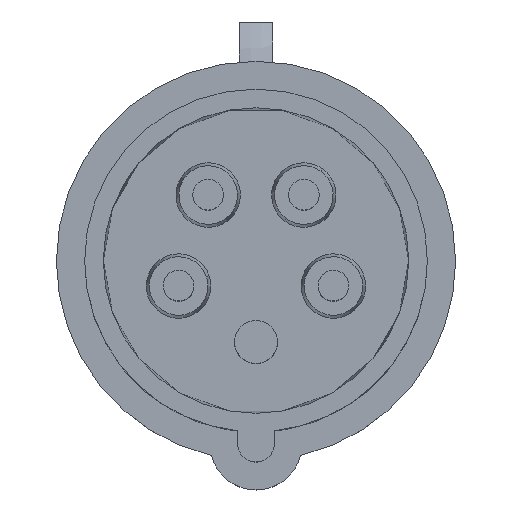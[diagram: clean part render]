
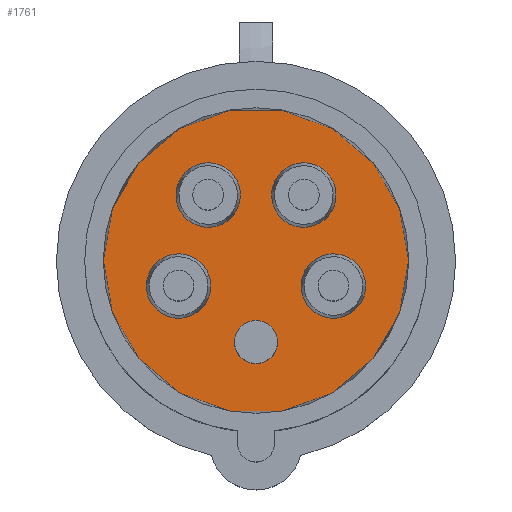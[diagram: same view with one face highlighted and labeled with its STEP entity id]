
A CAD part, top view. The second image highlights one B-rep face of the part: STEP entity #1761.
In plain terms, the highlighted planar face has unit normal (0, 0, 1).
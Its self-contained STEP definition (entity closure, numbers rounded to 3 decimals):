
#55 = DIRECTION ( 'NONE',  ( 0., 0., 1. ) ) ;
#114 = DIRECTION ( 'NONE',  ( 0., 0., 1. ) ) ;
#340 = DIRECTION ( 'NONE',  ( 1., 0., 0. ) ) ;
#341 = CARTESIAN_POINT ( 'NONE',  ( 10.874, 14.967, 1. ) ) ;
#452 = DIRECTION ( 'NONE',  ( 1., 0., 0. ) ) ;
#746 = EDGE_CURVE ( 'NONE', #3962, #13992, #6950, .T. ) ;
#909 = DIRECTION ( 'NONE',  ( 0., 0., 1. ) ) ;
#1175 = VERTEX_POINT ( 'NONE', #7747 ) ;
#1333 = CARTESIAN_POINT ( 'NONE',  ( 0., -13.25, 1. ) ) ;
#1360 = DIRECTION ( 'NONE',  ( 1., 0., 0. ) ) ;
#1489 = CARTESIAN_POINT ( 'NONE',  ( -7.608, -2.472, 1. ) ) ;
#1761 = ADVANCED_FACE ( 'NONE', ( #5261, #17546, #3817, #14040, #15737, #15627 ), #5477, .T. ) ;
#1871 = DIRECTION ( 'NONE',  ( 1., 0., 0. ) ) ;
#2293 = DIRECTION ( 'NONE',  ( 1., 0., 0. ) ) ;
#2389 = AXIS2_PLACEMENT_3D ( 'NONE', #11575, #9915, #1360 ) ;
#2393 = ORIENTED_EDGE ( 'NONE', *, *, #5330, .T. ) ;
#2510 = VERTEX_POINT ( 'NONE', #20899 ) ;
#3062 = VERTEX_POINT ( 'NONE', #1489 ) ;
#3452 = EDGE_CURVE ( 'NONE', #1175, #2510, #10665, .T. ) ;
#3565 = CARTESIAN_POINT ( 'NONE',  ( 0., 0., 1. ) ) ;
#3654 = CARTESIAN_POINT ( 'NONE',  ( 7.608, -2.472, 1. ) ) ;
#3817 = FACE_BOUND ( 'NONE', #4081, .T. ) ;
#3872 = DIRECTION ( 'NONE',  ( 1., 0., 0. ) ) ;
#3939 = ORIENTED_EDGE ( 'NONE', *, *, #746, .T. ) ;
#3962 = VERTEX_POINT ( 'NONE', #21937 ) ;
#4081 = EDGE_LOOP ( 'NONE', ( #11967, #4370 ) ) ;
#4130 = CARTESIAN_POINT ( 'NONE',  ( -17.595, -5.717, 1. ) ) ;
#4370 = ORIENTED_EDGE ( 'NONE', *, *, #8616, .F. ) ;
#4376 = ORIENTED_EDGE ( 'NONE', *, *, #8713, .T. ) ;
#4720 = EDGE_LOOP ( 'NONE', ( #13077, #17968 ) ) ;
#4771 = EDGE_LOOP ( 'NONE', ( #16215, #2393 ) ) ;
#4828 = EDGE_CURVE ( 'NONE', #10884, #14765, #5215, .T. ) ;
#5004 = AXIS2_PLACEMENT_3D ( 'NONE', #7997, #20385, #21727 ) ;
#5215 = CIRCLE ( 'NONE', #2389, 3.5 ) ;
#5261 = FACE_BOUND ( 'NONE', #7202, .T. ) ;
#5330 = EDGE_CURVE ( 'NONE', #14765, #10884, #14482, .T. ) ;
#5372 = EDGE_LOOP ( 'NONE', ( #3939, #4376 ) ) ;
#5477 = PLANE ( 'NONE',  #18078 ) ;
#6115 = DIRECTION ( 'NONE',  ( 0., 0., 1. ) ) ;
#6348 = AXIS2_PLACEMENT_3D ( 'NONE', #20443, #55, #15198 ) ;
#6950 = CIRCLE ( 'NONE', #12299, 24.862 ) ;
#6990 = EDGE_CURVE ( 'NONE', #3062, #7926, #8480, .T. ) ;
#7009 = CIRCLE ( 'NONE', #20544, 5.25 ) ;
#7062 = CARTESIAN_POINT ( 'NONE',  ( -7.788, 10.719, 1. ) ) ;
#7202 = EDGE_LOOP ( 'NONE', ( #20273, #20781 ) ) ;
#7220 = CIRCLE ( 'NONE', #18989, 5.25 ) ;
#7356 = CIRCLE ( 'NONE', #18795, 5.25 ) ;
#7396 = EDGE_CURVE ( 'NONE', #10758, #14153, #10250, .T. ) ;
#7611 = DIRECTION ( 'NONE',  ( 0., 0., 1. ) ) ;
#7671 = DIRECTION ( 'NONE',  ( 1., 0., 0. ) ) ;
#7747 = CARTESIAN_POINT ( 'NONE',  ( -10.874, 14.967, 1. ) ) ;
#7926 = VERTEX_POINT ( 'NONE', #4130 ) ;
#7978 = ORIENTED_EDGE ( 'NONE', *, *, #11332, .F. ) ;
#7997 = CARTESIAN_POINT ( 'NONE',  ( 12.601, -4.094, 1. ) ) ;
#8480 = CIRCLE ( 'NONE', #6348, 5.25 ) ;
#8561 = CARTESIAN_POINT ( 'NONE',  ( -24.862, 0., 1. ) ) ;
#8616 = EDGE_CURVE ( 'NONE', #14153, #10758, #7220, .T. ) ;
#8699 = CARTESIAN_POINT ( 'NONE',  ( 0., 0., 1. ) ) ;
#8713 = EDGE_CURVE ( 'NONE', #13992, #3962, #21829, .T. ) ;
#8790 = CARTESIAN_POINT ( 'NONE',  ( -12.601, -4.094, 1. ) ) ;
#9057 = VERTEX_POINT ( 'NONE', #3654 ) ;
#9706 = CARTESIAN_POINT ( 'NONE',  ( -3.5, -13.25, 1. ) ) ;
#9915 = DIRECTION ( 'NONE',  ( 0., 0., -1. ) ) ;
#10250 = CIRCLE ( 'NONE', #11308, 5.25 ) ;
#10552 = DIRECTION ( 'NONE',  ( 0., 0., 1. ) ) ;
#10665 = CIRCLE ( 'NONE', #20275, 5.25 ) ;
#10717 = DIRECTION ( 'NONE',  ( 1., 0., 0. ) ) ;
#10758 = VERTEX_POINT ( 'NONE', #20758 ) ;
#10884 = VERTEX_POINT ( 'NONE', #9706 ) ;
#11136 = CIRCLE ( 'NONE', #17939, 5.25 ) ;
#11308 = AXIS2_PLACEMENT_3D ( 'NONE', #17024, #6115, #1871 ) ;
#11332 = EDGE_CURVE ( 'NONE', #9057, #17488, #14603, .T. ) ;
#11575 = CARTESIAN_POINT ( 'NONE',  ( 0., -13.25, 1. ) ) ;
#11967 = ORIENTED_EDGE ( 'NONE', *, *, #7396, .F. ) ;
#12299 = AXIS2_PLACEMENT_3D ( 'NONE', #16097, #7611, #12739 ) ;
#12632 = DIRECTION ( 'NONE',  ( 0., 0., 1. ) ) ;
#12739 = DIRECTION ( 'NONE',  ( 1., 0., 0. ) ) ;
#13077 = ORIENTED_EDGE ( 'NONE', *, *, #20628, .F. ) ;
#13992 = VERTEX_POINT ( 'NONE', #8561 ) ;
#14040 = FACE_BOUND ( 'NONE', #15169, .T. ) ;
#14153 = VERTEX_POINT ( 'NONE', #341 ) ;
#14361 = CARTESIAN_POINT ( 'NONE',  ( -7.788, 10.719, 1. ) ) ;
#14482 = CIRCLE ( 'NONE', #21618, 3.5 ) ;
#14603 = CIRCLE ( 'NONE', #5004, 5.25 ) ;
#14765 = VERTEX_POINT ( 'NONE', #15098 ) ;
#15098 = CARTESIAN_POINT ( 'NONE',  ( 3.5, -13.25, 1. ) ) ;
#15163 = EDGE_CURVE ( 'NONE', #7926, #3062, #7009, .T. ) ;
#15169 = EDGE_LOOP ( 'NONE', ( #7978, #20612 ) ) ;
#15198 = DIRECTION ( 'NONE',  ( 1., 0., 0. ) ) ;
#15493 = EDGE_CURVE ( 'NONE', #17488, #9057, #7356, .T. ) ;
#15599 = DIRECTION ( 'NONE',  ( 0., 0., 1. ) ) ;
#15627 = FACE_OUTER_BOUND ( 'NONE', #5372, .T. ) ;
#15737 = FACE_BOUND ( 'NONE', #4771, .T. ) ;
#16097 = CARTESIAN_POINT ( 'NONE',  ( 0., 0., 1. ) ) ;
#16215 = ORIENTED_EDGE ( 'NONE', *, *, #4828, .T. ) ;
#16857 = AXIS2_PLACEMENT_3D ( 'NONE', #3565, #114, #340 ) ;
#17024 = CARTESIAN_POINT ( 'NONE',  ( 7.788, 10.719, 1. ) ) ;
#17227 = CARTESIAN_POINT ( 'NONE',  ( 17.595, -5.717, 1. ) ) ;
#17488 = VERTEX_POINT ( 'NONE', #17227 ) ;
#17546 = FACE_BOUND ( 'NONE', #4720, .T. ) ;
#17939 = AXIS2_PLACEMENT_3D ( 'NONE', #7062, #12632, #2293 ) ;
#17968 = ORIENTED_EDGE ( 'NONE', *, *, #3452, .F. ) ;
#18078 = AXIS2_PLACEMENT_3D ( 'NONE', #8699, #20649, #10717 ) ;
#18795 = AXIS2_PLACEMENT_3D ( 'NONE', #19163, #10552, #3872 ) ;
#18989 = AXIS2_PLACEMENT_3D ( 'NONE', #20613, #20719, #452 ) ;
#19163 = CARTESIAN_POINT ( 'NONE',  ( 12.601, -4.094, 1. ) ) ;
#19296 = DIRECTION ( 'NONE',  ( 1., 0., 0. ) ) ;
#19825 = DIRECTION ( 'NONE',  ( 1., 0., 0. ) ) ;
#19936 = DIRECTION ( 'NONE',  ( 0., 0., -1. ) ) ;
#20273 = ORIENTED_EDGE ( 'NONE', *, *, #6990, .F. ) ;
#20275 = AXIS2_PLACEMENT_3D ( 'NONE', #14361, #909, #7671 ) ;
#20385 = DIRECTION ( 'NONE',  ( 0., 0., 1. ) ) ;
#20443 = CARTESIAN_POINT ( 'NONE',  ( -12.601, -4.094, 1. ) ) ;
#20544 = AXIS2_PLACEMENT_3D ( 'NONE', #8790, #15599, #19296 ) ;
#20612 = ORIENTED_EDGE ( 'NONE', *, *, #15493, .F. ) ;
#20613 = CARTESIAN_POINT ( 'NONE',  ( 7.788, 10.719, 1. ) ) ;
#20628 = EDGE_CURVE ( 'NONE', #2510, #1175, #11136, .T. ) ;
#20649 = DIRECTION ( 'NONE',  ( 0., 0., 1. ) ) ;
#20719 = DIRECTION ( 'NONE',  ( 0., 0., 1. ) ) ;
#20758 = CARTESIAN_POINT ( 'NONE',  ( 4.702, 6.472, 1. ) ) ;
#20781 = ORIENTED_EDGE ( 'NONE', *, *, #15163, .F. ) ;
#20899 = CARTESIAN_POINT ( 'NONE',  ( -4.702, 6.472, 1. ) ) ;
#21618 = AXIS2_PLACEMENT_3D ( 'NONE', #1333, #19936, #19825 ) ;
#21727 = DIRECTION ( 'NONE',  ( 1., 0., 0. ) ) ;
#21829 = CIRCLE ( 'NONE', #16857, 24.862 ) ;
#21937 = CARTESIAN_POINT ( 'NONE',  ( 24.862, 0., 1. ) ) ;
